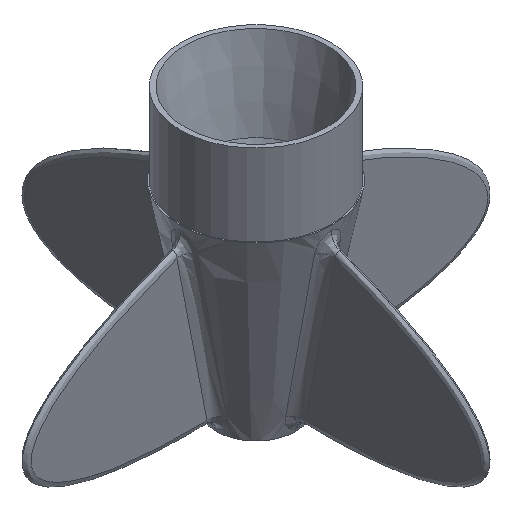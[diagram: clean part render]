
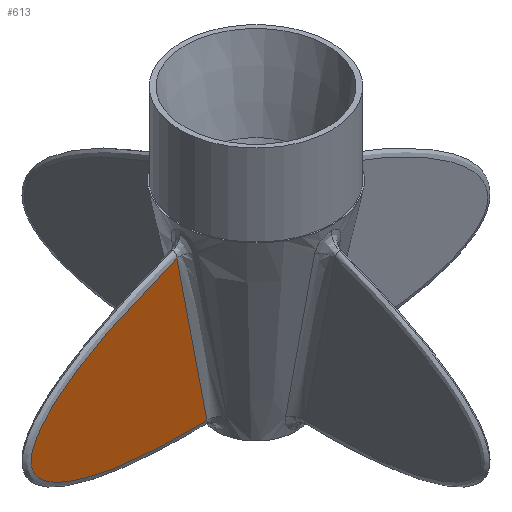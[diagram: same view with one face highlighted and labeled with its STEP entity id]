
A CAD part, isometric view. The second image highlights one B-rep face of the part: STEP entity #613.
In plain terms, the highlighted planar face has unit normal (0, -1, 0).
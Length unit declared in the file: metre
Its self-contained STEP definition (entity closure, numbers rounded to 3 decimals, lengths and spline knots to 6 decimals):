
#70=B_SPLINE_CURVE_WITH_KNOTS('',3,(#1006,#1007,#1008,#1009,#1010,#1011,
#1012,#1013,#1014,#1015,#1016,#1017,#1018,#1019,#1020,#1021,#1022,#1023,
#1024,#1025,#1026,#1027,#1028,#1029,#1030,#1031,#1032,#1033),
 .UNSPECIFIED.,.F.,.F.,(4,1,1,1,1,1,1,1,1,1,1,1,1,1,1,1,1,1,1,1,1,1,1,1,
1,4),(0.004497,0.01473,0.024963,0.035196,
0.045429,0.055662,0.060779,0.065896,
0.071012,0.076129,0.081245,0.083804,
0.086362,0.08892,0.091478,0.094037,
0.096595,0.101711,0.106828,0.111945,
0.117061,0.127294,0.137527,0.14776,
0.157993,0.168227),.UNSPECIFIED.);
#71=B_SPLINE_CURVE_WITH_KNOTS('',3,(#1036,#1037,#1038,#1039),
 .UNSPECIFIED.,.F.,.F.,(4,4),(0.,0.068336),
 .UNSPECIFIED.);
#119=PLANE('',#682);
#168=ORIENTED_EDGE('',*,*,#344,.T.);
#169=ORIENTED_EDGE('',*,*,#345,.T.);
#344=EDGE_CURVE('',#436,#437,#70,.T.);
#345=EDGE_CURVE('',#437,#436,#71,.T.);
#436=VERTEX_POINT('',#1034);
#437=VERTEX_POINT('',#1035);
#503=EDGE_LOOP('',(#168,#169));
#563=FACE_BOUND('',#503,.T.);
#613=ADVANCED_FACE('',(#563),#119,.F.);
#682=AXIS2_PLACEMENT_3D('',#1005,#741,#742);
#741=DIRECTION('',(0.,1.,0.));
#742=DIRECTION('',(-1.,0.,0.));
#1005=CARTESIAN_POINT('',(-0.052646,-0.0015,-0.0425));
#1006=CARTESIAN_POINT('',(-0.035539,-0.0015,-0.010411));
#1007=CARTESIAN_POINT('',(-0.038756,-0.0015,-0.011561));
#1008=CARTESIAN_POINT('',(-0.045147,-0.0015,-0.013965));
#1009=CARTESIAN_POINT('',(-0.054587,-0.0015,-0.017918));
#1010=CARTESIAN_POINT('',(-0.063848,-0.0015,-0.022283));
#1011=CARTESIAN_POINT('',(-0.072899,-0.0015,-0.027171));
#1012=CARTESIAN_POINT('',(-0.080075,-0.0015,-0.031743));
#1013=CARTESIAN_POINT('',(-0.085509,-0.0015,-0.03584));
#1014=CARTESIAN_POINT('',(-0.089383,-0.0015,-0.039196));
#1015=CARTESIAN_POINT('',(-0.092978,-0.0015,-0.042947));
#1016=CARTESIAN_POINT('',(-0.096018,-0.0015,-0.047109));
#1017=CARTESIAN_POINT('',(-0.097796,-0.0015,-0.0511));
#1018=CARTESIAN_POINT('',(-0.098262,-0.0015,-0.054561));
#1019=CARTESIAN_POINT('',(-0.097976,-0.0015,-0.057162));
#1020=CARTESIAN_POINT('',(-0.097023,-0.0015,-0.059622));
#1021=CARTESIAN_POINT('',(-0.095575,-0.0015,-0.061778));
#1022=CARTESIAN_POINT('',(-0.093768,-0.0015,-0.063679));
#1023=CARTESIAN_POINT('',(-0.091109,-0.0015,-0.065845));
#1024=CARTESIAN_POINT('',(-0.087397,-0.0015,-0.068076));
#1025=CARTESIAN_POINT('',(-0.082662,-0.0015,-0.070185));
#1026=CARTESIAN_POINT('',(-0.077756,-0.0015,-0.071881));
#1027=CARTESIAN_POINT('',(-0.071191,-0.0015,-0.073686));
#1028=CARTESIAN_POINT('',(-0.06291,-0.0015,-0.075311));
#1029=CARTESIAN_POINT('',(-0.052903,-0.0015,-0.076574));
#1030=CARTESIAN_POINT('',(-0.042841,-0.0015,-0.077311));
#1031=CARTESIAN_POINT('',(-0.032733,-0.0015,-0.077619));
#1032=CARTESIAN_POINT('',(-0.025969,-0.0015,-0.077581));
#1033=CARTESIAN_POINT('',(-0.022581,-0.0015,-0.077507));
#1034=CARTESIAN_POINT('',(-0.035539,-0.0015,-0.010411));
#1035=CARTESIAN_POINT('',(-0.022581,-0.0015,-0.077507));
#1036=CARTESIAN_POINT('',(-0.022581,-0.0015,-0.077507));
#1037=CARTESIAN_POINT('',(-0.02696,-0.0015,-0.055153));
#1038=CARTESIAN_POINT('',(-0.031257,-0.0015,-0.032784));
#1039=CARTESIAN_POINT('',(-0.035539,-0.0015,-0.010411));
